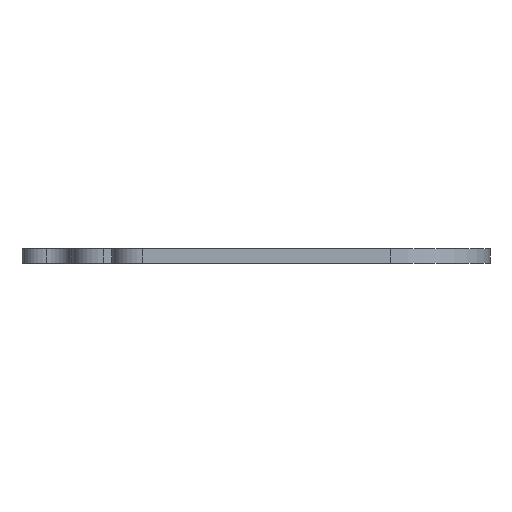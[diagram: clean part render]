
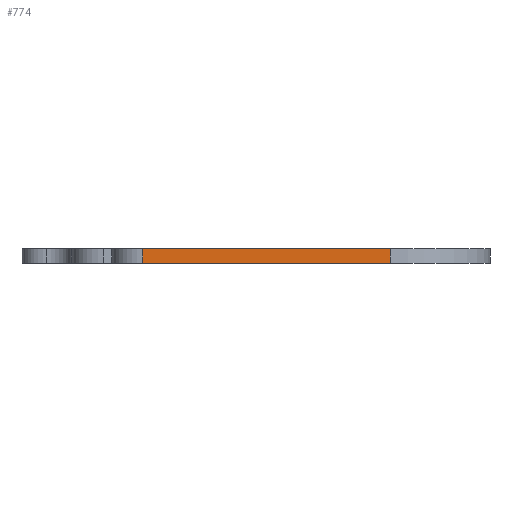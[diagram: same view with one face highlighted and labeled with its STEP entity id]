
A CAD part, left-side view. The second image highlights one B-rep face of the part: STEP entity #774.
In plain terms, the highlighted planar face has unit normal (-1, 0, 0).
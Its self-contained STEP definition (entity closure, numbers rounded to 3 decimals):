
#94=FACE_OUTER_BOUND('',#133,.T.);
#133=EDGE_LOOP('',(#542,#543,#544,#545));
#184=LINE('',#1238,#267);
#185=LINE('',#1240,#268);
#186=LINE('',#1242,#269);
#187=LINE('',#1243,#270);
#267=VECTOR('',#992,10.);
#268=VECTOR('',#993,10.);
#269=VECTOR('',#994,10.);
#270=VECTOR('',#995,10.);
#347=VERTEX_POINT('',#1236);
#348=VERTEX_POINT('',#1237);
#349=VERTEX_POINT('',#1239);
#350=VERTEX_POINT('',#1241);
#426=EDGE_CURVE('',#347,#348,#184,.T.);
#427=EDGE_CURVE('',#347,#349,#185,.T.);
#428=EDGE_CURVE('',#350,#349,#186,.T.);
#429=EDGE_CURVE('',#348,#350,#187,.T.);
#542=ORIENTED_EDGE('',*,*,#426,.F.);
#543=ORIENTED_EDGE('',*,*,#427,.T.);
#544=ORIENTED_EDGE('',*,*,#428,.F.);
#545=ORIENTED_EDGE('',*,*,#429,.F.);
#748=PLANE('',#886);
#774=ADVANCED_FACE('',(#94),#748,.T.);
#886=AXIS2_PLACEMENT_3D('',#1235,#990,#991);
#990=DIRECTION('center_axis',(-1.,0.,0.));
#991=DIRECTION('ref_axis',(0.,-1.,0.));
#992=DIRECTION('',(0.,1.,0.));
#993=DIRECTION('',(0.,0.,1.));
#994=DIRECTION('',(0.,-1.,0.));
#995=DIRECTION('',(0.,0.,1.));
#1235=CARTESIAN_POINT('Origin',(-44.747,16.985,0.));
#1236=CARTESIAN_POINT('',(-44.747,-7.875,0.));
#1237=CARTESIAN_POINT('',(-44.747,16.985,0.));
#1238=CARTESIAN_POINT('',(-44.747,8.125,0.));
#1239=CARTESIAN_POINT('',(-44.747,-7.875,1.5));
#1240=CARTESIAN_POINT('',(-44.747,-7.875,0.));
#1241=CARTESIAN_POINT('',(-44.747,16.985,1.5));
#1242=CARTESIAN_POINT('',(-44.747,8.125,1.5));
#1243=CARTESIAN_POINT('',(-44.747,16.985,0.));
